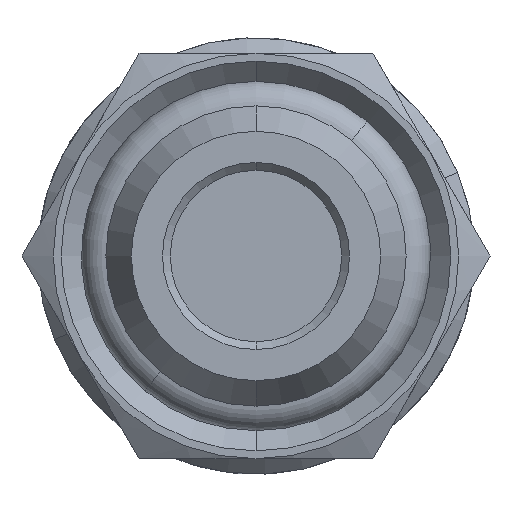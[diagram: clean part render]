
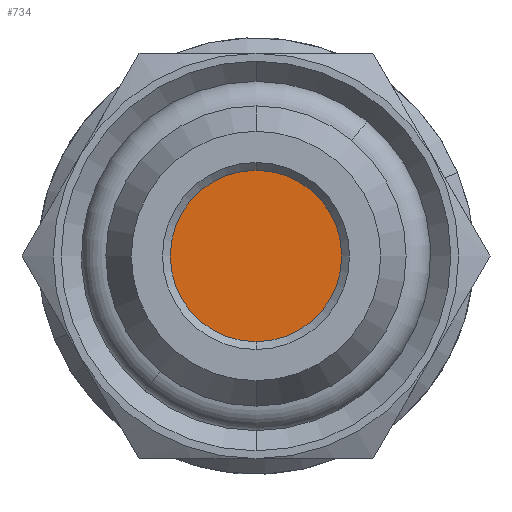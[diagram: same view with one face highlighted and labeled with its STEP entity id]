
A CAD part, front view. The second image highlights one B-rep face of the part: STEP entity #734.
In plain terms, the highlighted planar face has unit normal (0, -1, 0).
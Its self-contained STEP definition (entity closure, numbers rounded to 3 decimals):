
#69 = DIRECTION ( 'NONE',  ( 0., -1., 0. ) ) ;
#70 = DIRECTION ( 'NONE',  ( 1., 0., 0. ) ) ;
#71 = CARTESIAN_POINT ( 'NONE',  ( 0., -13.907, 0. ) ) ;
#79 = EDGE_CURVE ( 'NONE', #947, #946, #1159, .T. ) ;
#572 = EDGE_LOOP ( 'NONE', ( #658, #659 ) ) ;
#658 = ORIENTED_EDGE ( 'NONE', *, *, #79, .T. ) ;
#659 = ORIENTED_EDGE ( 'NONE', *, *, #800, .T. ) ;
#734 = ADVANCED_FACE ( 'NONE', ( #4531 ), #5424, .T. ) ;
#800 = EDGE_CURVE ( 'NONE', #946, #947, #6054, .T. ) ;
#854 = AXIS2_PLACEMENT_3D ( 'NONE', #71, #69, #70 ) ;
#946 = VERTEX_POINT ( 'NONE', #15563 ) ;
#947 = VERTEX_POINT ( 'NONE', #15564 ) ;
#1159 = CIRCLE ( 'NONE', #854, 2.75 ) ;
#4531 = FACE_OUTER_BOUND ( 'NONE', #572, .T. ) ;
#5011 = AXIS2_PLACEMENT_3D ( 'NONE', #5432, #5433, #5434 ) ;
#5424 = PLANE ( 'NONE',  #5011 ) ;
#5432 = CARTESIAN_POINT ( 'NONE',  ( 0., -13.907, 0. ) ) ;
#5433 = DIRECTION ( 'NONE',  ( 0., -1., 0. ) ) ;
#5434 = DIRECTION ( 'NONE',  ( 1., 0., 0. ) ) ;
#5856 = AXIS2_PLACEMENT_3D ( 'NONE', #21865, #21866, #21867 ) ;
#6054 = CIRCLE ( 'NONE', #5856, 2.75 ) ;
#15563 = CARTESIAN_POINT ( 'NONE',  ( 0., -13.907, -2.75 ) ) ;
#15564 = CARTESIAN_POINT ( 'NONE',  ( 0., -13.907, 2.75 ) ) ;
#21865 = CARTESIAN_POINT ( 'NONE',  ( 0., -13.907, 0. ) ) ;
#21866 = DIRECTION ( 'NONE',  ( 0., -1., 0. ) ) ;
#21867 = DIRECTION ( 'NONE',  ( 1., 0., 0. ) ) ;
